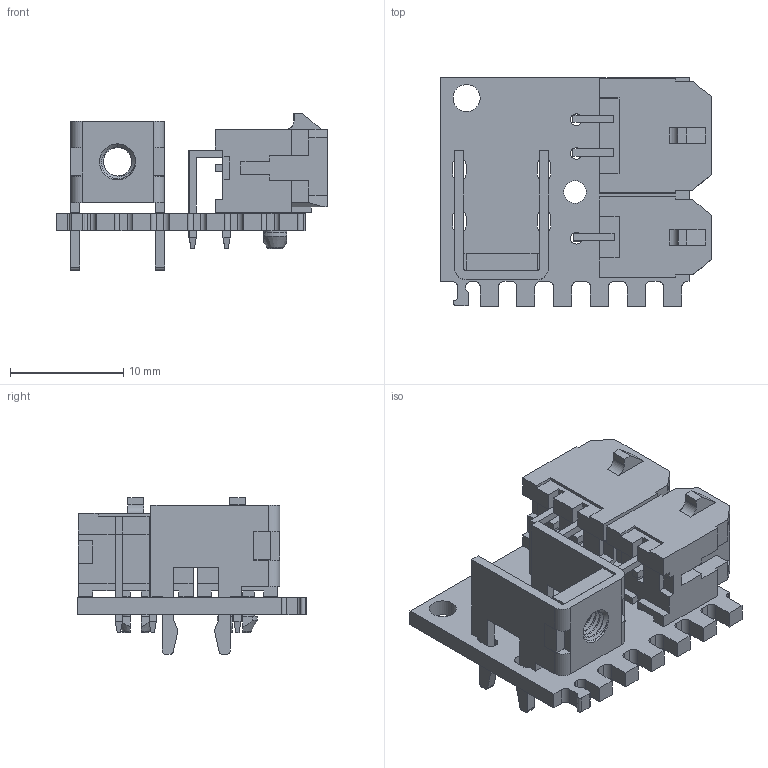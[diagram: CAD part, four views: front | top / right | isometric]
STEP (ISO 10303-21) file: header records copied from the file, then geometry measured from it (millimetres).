
FILE_DESCRIPTION(('KiCad electronic assembly'),'2;1');
FILE_NAME('Molex-Uprighter.step','2025-11-10T12:41:52',('Pcbnew'),( 'Kicad'),'Open CASCADE STEP processor 7.9','KiCad to STEP converter' ,'Unknown');
FILE_SCHEMA(('AUTOMOTIVE_DESIGN { 1 0 10303 214 1 1 1 1 }'));
Length unit declared in the file: millimetre
Products named in the file (5): Molex-Uprighter 1; TH-4_L11.4-W8.3_TTR34083132-1140; Molex-Uprighter 1.2; Molex-Uprighter 1.3; Molex-Uprighter_PCB
Assembly tree (4 placements, depth 2):
  Molex-Uprighter 1
    TH-4_L11.4-W8.3_TTR34083132-1140
    Molex-Uprighter 1.2
    Molex-Uprighter 1.3
    Molex-Uprighter_PCB
Bounding box: 23.97 x 20.2 x 13.87 mm (x, y, z)
Volume: 1601.4 mm3; surface area: 3320.9 mm2
Topology: 4 solids, 4 shells, 858 faces, 2337 edges, 1514 vertices
Faces by surface type: plane 667, bspline 101, cylinder 77, cone 9, torus 4
Full cylindrical faces by diameter (mm): 1.02 x6, 2 x1, 2.4 x1, 3 x2
Entity records: 31040 total; most frequent: CARTESIAN_POINT 7666, ORIENTED_EDGE 4674, DIRECTION 3759, EDGE_CURVE 2337, LINE 1905, VECTOR 1905, VERTEX_POINT 1514, AXIS2_PLACEMENT_3D 927
